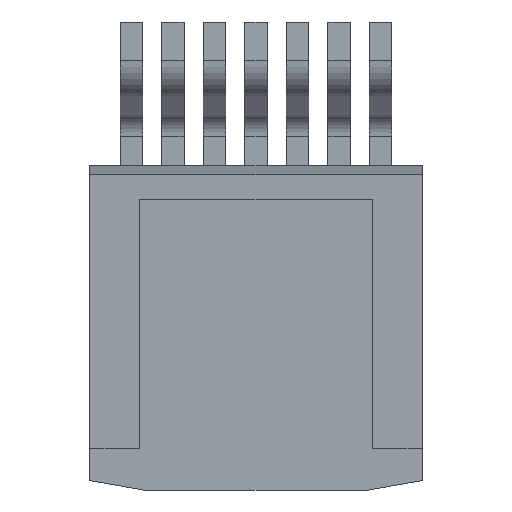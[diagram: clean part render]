
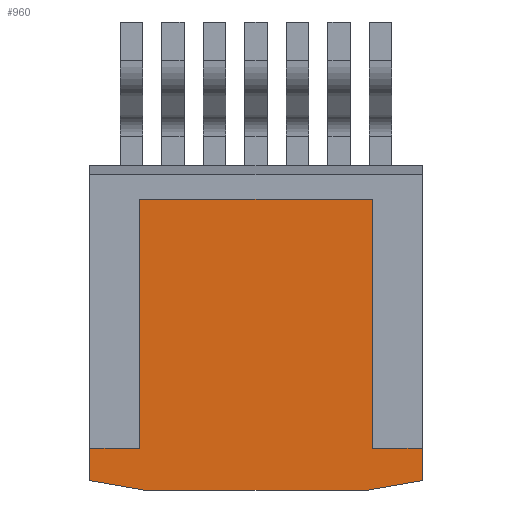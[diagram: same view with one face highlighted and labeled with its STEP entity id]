
A CAD part, front view. The second image highlights one B-rep face of the part: STEP entity #960.
In plain terms, the highlighted planar face has unit normal (0, -1, 0).
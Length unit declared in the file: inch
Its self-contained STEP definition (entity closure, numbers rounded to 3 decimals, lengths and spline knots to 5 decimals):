
#683=DIRECTION('',(1.,0.,0.));
#684=VECTOR('',#683,0.06);
#685=CARTESIAN_POINT('',(-0.2,0.,0.));
#686=LINE('',#685,#684);
#690=DIRECTION('',(0.,0.,1.));
#691=VECTOR('',#690,0.3);
#692=CARTESIAN_POINT('',(-0.14,0.,0.));
#693=LINE('',#692,#691);
#697=DIRECTION('',(1.,0.,0.));
#698=VECTOR('',#697,0.28);
#699=CARTESIAN_POINT('',(-0.14,0.,0.3));
#700=LINE('',#699,#698);
#704=DIRECTION('',(0.,0.,-1.));
#705=VECTOR('',#704,0.3);
#706=CARTESIAN_POINT('',(0.14,0.,0.3));
#707=LINE('',#706,#705);
#711=DIRECTION('',(1.,0.,0.));
#712=VECTOR('',#711,0.06);
#713=CARTESIAN_POINT('',(0.14,0.,0.));
#714=LINE('',#713,#712);
#718=DIRECTION('',(0.,0.,-1.));
#719=VECTOR('',#718,0.03854);
#720=CARTESIAN_POINT('',(0.2,0.,0.));
#721=LINE('',#720,#719);
#725=DIRECTION('',(-0.985,0.,-0.174));
#726=VECTOR('',#725,0.066);
#727=CARTESIAN_POINT('',(0.2,0.,-0.03854));
#728=LINE('',#727,#726);
#732=DIRECTION('',(-1.,0.,0.));
#733=VECTOR('',#732,0.27);
#734=CARTESIAN_POINT('',(0.135,0.,-0.05));
#735=LINE('',#734,#733);
#739=DIRECTION('',(-0.985,0.,0.174));
#740=VECTOR('',#739,0.066);
#741=CARTESIAN_POINT('',(-0.135,0.,-0.05));
#742=LINE('',#741,#740);
#746=DIRECTION('',(0.,0.,1.));
#747=VECTOR('',#746,0.03854);
#748=CARTESIAN_POINT('',(-0.2,0.,-0.03854));
#749=LINE('',#748,#747);
#893=CARTESIAN_POINT('',(0.2,0.,0.));
#894=CARTESIAN_POINT('',(0.2,0.,-0.03854));
#895=VERTEX_POINT('',#893);
#896=VERTEX_POINT('',#894);
#897=CARTESIAN_POINT('',(0.135,0.,-0.05));
#898=VERTEX_POINT('',#897);
#899=CARTESIAN_POINT('',(-0.135,0.,-0.05));
#900=VERTEX_POINT('',#899);
#901=CARTESIAN_POINT('',(-0.2,0.,-0.03854));
#902=VERTEX_POINT('',#901);
#903=CARTESIAN_POINT('',(-0.2,0.,0.));
#904=VERTEX_POINT('',#903);
#917=CARTESIAN_POINT('',(-0.14,0.,0.3));
#918=CARTESIAN_POINT('',(0.14,0.,0.3));
#919=VERTEX_POINT('',#917);
#920=VERTEX_POINT('',#918);
#925=CARTESIAN_POINT('',(-0.14,0.,0.));
#927=VERTEX_POINT('',#925);
#929=CARTESIAN_POINT('',(0.14,0.,0.));
#931=VERTEX_POINT('',#929);
#933=CARTESIAN_POINT('',(0.,0.,0.));
#934=DIRECTION('',(0.,1.,0.));
#935=DIRECTION('',(1.,0.,0.));
#936=AXIS2_PLACEMENT_3D('',#933,#934,#935);
#937=PLANE('',#936);
#939=ORIENTED_EDGE('',*,*,#938,.T.);
#941=ORIENTED_EDGE('',*,*,#940,.T.);
#943=ORIENTED_EDGE('',*,*,#942,.T.);
#945=ORIENTED_EDGE('',*,*,#944,.T.);
#947=ORIENTED_EDGE('',*,*,#946,.T.);
#949=ORIENTED_EDGE('',*,*,#948,.T.);
#951=ORIENTED_EDGE('',*,*,#950,.T.);
#953=ORIENTED_EDGE('',*,*,#952,.T.);
#955=ORIENTED_EDGE('',*,*,#954,.T.);
#957=ORIENTED_EDGE('',*,*,#956,.T.);
#958=EDGE_LOOP('',(#939,#941,#943,#945,#947,#949,#951,#953,#955,#957));
#959=FACE_OUTER_BOUND('',#958,.F.);
#960=ADVANCED_FACE('',(#959),#937,.F.);
#938=EDGE_CURVE('',#904,#927,#686,.T.);
#940=EDGE_CURVE('',#927,#919,#693,.T.);
#942=EDGE_CURVE('',#919,#920,#700,.T.);
#944=EDGE_CURVE('',#920,#931,#707,.T.);
#946=EDGE_CURVE('',#931,#895,#714,.T.);
#948=EDGE_CURVE('',#895,#896,#721,.T.);
#950=EDGE_CURVE('',#896,#898,#728,.T.);
#952=EDGE_CURVE('',#898,#900,#735,.T.);
#954=EDGE_CURVE('',#900,#902,#742,.T.);
#956=EDGE_CURVE('',#902,#904,#749,.T.);
